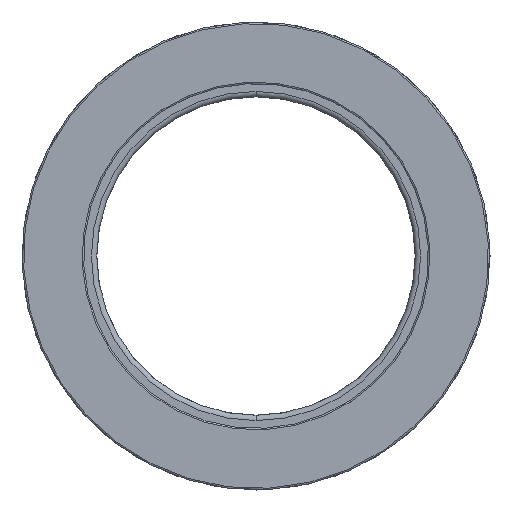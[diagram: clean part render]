
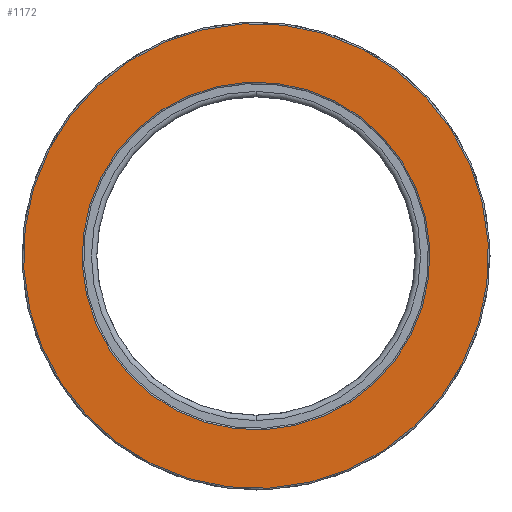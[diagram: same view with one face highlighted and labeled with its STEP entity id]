
A CAD part, front view. The second image highlights one B-rep face of the part: STEP entity #1172.
In plain terms, the highlighted face is planar.
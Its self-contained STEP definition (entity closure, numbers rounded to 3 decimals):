
#191 = FACE_BOUND ( 'NONE', #4743, .T. ) ;
#228 = CARTESIAN_POINT ( 'NONE',  ( 0., 0., 47.2 ) ) ;
#660 = CIRCLE ( 'NONE', #1142, 35.3 ) ;
#865 = DIRECTION ( 'NONE',  ( 0., 0., 1. ) ) ;
#934 = CARTESIAN_POINT ( 'NONE',  ( 0., 0., 0. ) ) ;
#1016 = CARTESIAN_POINT ( 'NONE',  ( 0., 0., -35.3 ) ) ;
#1142 = AXIS2_PLACEMENT_3D ( 'NONE', #934, #5436, #1590 ) ;
#1172 = ADVANCED_FACE ( 'NONE', ( #191, #6788 ), #5916, .T. ) ;
#1492 = CARTESIAN_POINT ( 'NONE',  ( 0., 0., 0. ) ) ;
#1590 = DIRECTION ( 'NONE',  ( 0., 0., 1. ) ) ;
#1697 = AXIS2_PLACEMENT_3D ( 'NONE', #1492, #5964, #2123 ) ;
#1883 = DIRECTION ( 'NONE',  ( 0., 1., 0. ) ) ;
#1912 = EDGE_LOOP ( 'NONE', ( #3888, #3142 ) ) ;
#2123 = DIRECTION ( 'NONE',  ( 0., 0., 1. ) ) ;
#2747 = EDGE_CURVE ( 'NONE', #5595, #3542, #660, .T. ) ;
#2762 = ORIENTED_EDGE ( 'NONE', *, *, #4420, .T. ) ;
#2788 = AXIS2_PLACEMENT_3D ( 'NONE', #7912, #4712, #865 ) ;
#2803 = DIRECTION ( 'NONE',  ( 0., 1., 0. ) ) ;
#2984 = AXIS2_PLACEMENT_3D ( 'NONE', #6648, #2803, #7288 ) ;
#3142 = ORIENTED_EDGE ( 'NONE', *, *, #8197, .T. ) ;
#3542 = VERTEX_POINT ( 'NONE', #6205 ) ;
#3888 = ORIENTED_EDGE ( 'NONE', *, *, #4471, .T. ) ;
#4369 = CIRCLE ( 'NONE', #2984, 47.2 ) ;
#4420 = EDGE_CURVE ( 'NONE', #3542, #5595, #7988, .T. ) ;
#4471 = EDGE_CURVE ( 'NONE', #5446, #6564, #4369, .T. ) ;
#4712 = DIRECTION ( 'NONE',  ( 0., 1., 0. ) ) ;
#4743 = EDGE_LOOP ( 'NONE', ( #2762, #5969 ) ) ;
#4926 = CARTESIAN_POINT ( 'NONE',  ( 0., 0., -47.2 ) ) ;
#5436 = DIRECTION ( 'NONE',  ( 0., -1., 0. ) ) ;
#5446 = VERTEX_POINT ( 'NONE', #228 ) ;
#5595 = VERTEX_POINT ( 'NONE', #1016 ) ;
#5714 = CARTESIAN_POINT ( 'NONE',  ( 0., 0., 0. ) ) ;
#5916 = PLANE ( 'NONE',  #2788 ) ;
#5964 = DIRECTION ( 'NONE',  ( 0., -1., 0. ) ) ;
#5969 = ORIENTED_EDGE ( 'NONE', *, *, #2747, .T. ) ;
#6205 = CARTESIAN_POINT ( 'NONE',  ( 0., 0., 35.3 ) ) ;
#6359 = DIRECTION ( 'NONE',  ( 0., 0., 1. ) ) ;
#6540 = CIRCLE ( 'NONE', #7601, 47.2 ) ;
#6564 = VERTEX_POINT ( 'NONE', #4926 ) ;
#6648 = CARTESIAN_POINT ( 'NONE',  ( 0., 0., 0. ) ) ;
#6788 = FACE_OUTER_BOUND ( 'NONE', #1912, .T. ) ;
#7288 = DIRECTION ( 'NONE',  ( 0., 0., 1. ) ) ;
#7601 = AXIS2_PLACEMENT_3D ( 'NONE', #5714, #1883, #6359 ) ;
#7912 = CARTESIAN_POINT ( 'NONE',  ( -47.5, 0., 0. ) ) ;
#7988 = CIRCLE ( 'NONE', #1697, 35.3 ) ;
#8197 = EDGE_CURVE ( 'NONE', #6564, #5446, #6540, .T. ) ;
